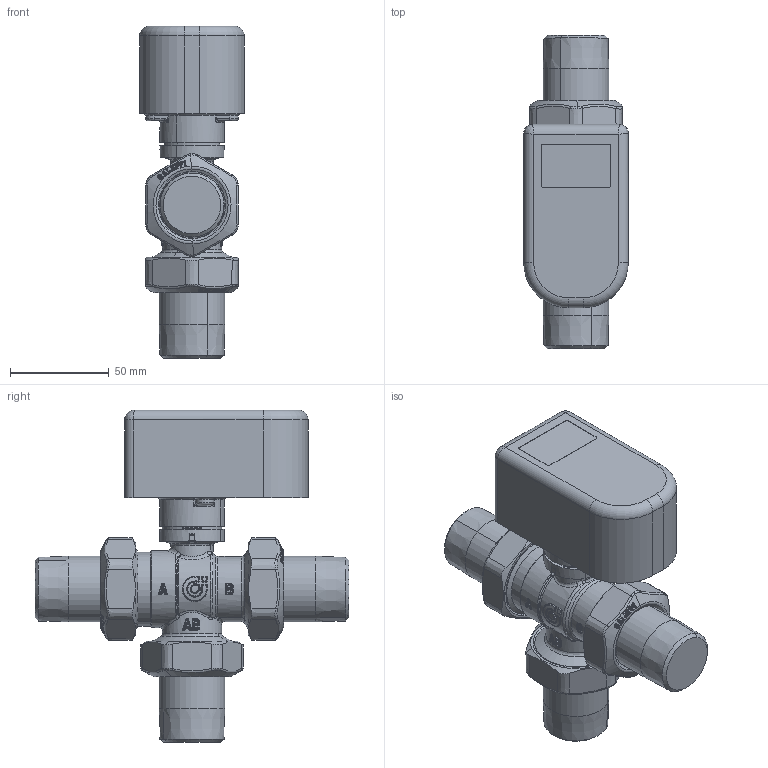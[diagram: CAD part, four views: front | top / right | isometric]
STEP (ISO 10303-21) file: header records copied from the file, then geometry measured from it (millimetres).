
FILE_DESCRIPTION(('CATIA V5 STEP Exchange'),'2;1');
FILE_NAME('STEP_644368_-_TST.stp','2017-03-08T13:03:44+00:00',('none'),('none'),'CATIA Version 5-6 Release 2014 SP5','CATIA V5 STEP AP203','none');
FILE_SCHEMA(('CONFIG_CONTROL_DESIGN'));
Products named in the file (1): 644368 - TST
Bounding box: 52.9 x 159 x 168.2 mm (x, y, z)
Volume: 474769.5 mm3; surface area: 65633.1 mm2
Topology: 1 solids, 8 shells, 2491 faces, 5770 edges, 3106 vertices
Faces by surface type: bspline 1657, cylinder 280, sphere 241, plane 149, cone 115, torus 49
Entity records: 148396 total; most frequent: CARTESIAN_POINT 108330, ORIENTED_EDGE 11072, EDGE_CURVE 5536, B_SPLINE_CURVE_WITH_KNOTS 4159, VERTEX_POINT 3106, DIRECTION 2733, EDGE_LOOP 2570, ADVANCED_FACE 2491
